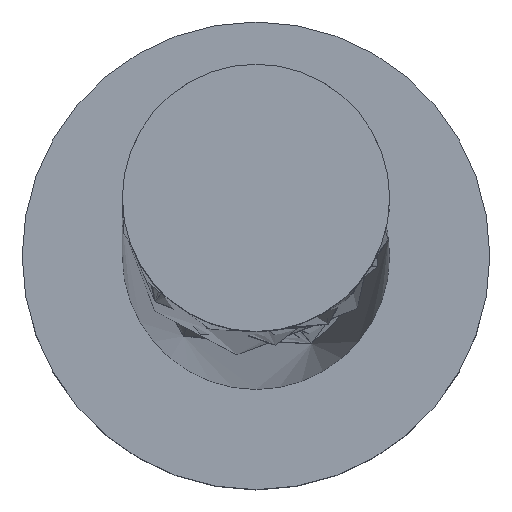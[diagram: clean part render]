
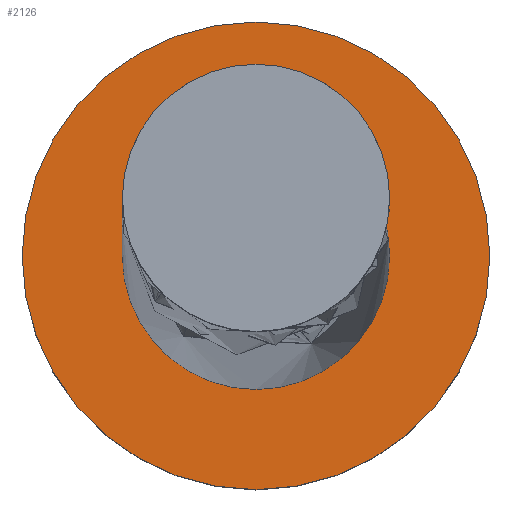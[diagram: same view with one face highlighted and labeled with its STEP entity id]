
A CAD part, top view. The second image highlights one B-rep face of the part: STEP entity #2126.
In plain terms, the highlighted planar face has unit normal (0, 0, 1).
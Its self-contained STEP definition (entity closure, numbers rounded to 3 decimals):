
#73 = DIRECTION ( 'NONE',  ( 0., 0., 1. ) ) ;
#77 = AXIS2_PLACEMENT_3D ( 'NONE', #437, #73, #256 ) ;
#87 = DIRECTION ( 'NONE',  ( 1., 0., 0. ) ) ;
#142 = EDGE_CURVE ( 'NONE', #1747, #1951, #1695, .T. ) ;
#186 = EDGE_CURVE ( 'NONE', #1537, #2000, #1770, .T. ) ;
#195 = AXIS2_PLACEMENT_3D ( 'NONE', #2288, #1216, #330 ) ;
#218 = CARTESIAN_POINT ( 'NONE',  ( 0., 0., 5. ) ) ;
#249 = PLANE ( 'NONE',  #2332 ) ;
#256 = DIRECTION ( 'NONE',  ( 1., 0., 0. ) ) ;
#272 = AXIS2_PLACEMENT_3D ( 'NONE', #2205, #2217, #1140 ) ;
#330 = DIRECTION ( 'NONE',  ( 1., 0., 0. ) ) ;
#437 = CARTESIAN_POINT ( 'NONE',  ( 0., 0., 5. ) ) ;
#456 = AXIS2_PLACEMENT_3D ( 'NONE', #623, #981, #87 ) ;
#531 = EDGE_CURVE ( 'NONE', #1951, #1747, #2329, .T. ) ;
#623 = CARTESIAN_POINT ( 'NONE',  ( 0., 0., 5. ) ) ;
#841 = ORIENTED_EDGE ( 'NONE', *, *, #186, .F. ) ;
#846 = CARTESIAN_POINT ( 'NONE',  ( 7., 0., 5. ) ) ;
#981 = DIRECTION ( 'NONE',  ( 0., 0., 1. ) ) ;
#1080 = ORIENTED_EDGE ( 'NONE', *, *, #531, .T. ) ;
#1117 = DIRECTION ( 'NONE',  ( 0., 0., 1. ) ) ;
#1137 = CIRCLE ( 'NONE', #272, 4. ) ;
#1140 = DIRECTION ( 'NONE',  ( 1., 0., 0. ) ) ;
#1216 = DIRECTION ( 'NONE',  ( 0., 0., 1. ) ) ;
#1325 = DIRECTION ( 'NONE',  ( 1., 0., 0. ) ) ;
#1353 = CARTESIAN_POINT ( 'NONE',  ( -7., 0., 5. ) ) ;
#1537 = VERTEX_POINT ( 'NONE', #1970 ) ;
#1633 = EDGE_LOOP ( 'NONE', ( #2115, #1080 ) ) ;
#1695 = CIRCLE ( 'NONE', #456, 7. ) ;
#1747 = VERTEX_POINT ( 'NONE', #1353 ) ;
#1770 = CIRCLE ( 'NONE', #77, 4. ) ;
#1791 = ORIENTED_EDGE ( 'NONE', *, *, #2160, .F. ) ;
#1824 = FACE_BOUND ( 'NONE', #1986, .T. ) ;
#1951 = VERTEX_POINT ( 'NONE', #846 ) ;
#1970 = CARTESIAN_POINT ( 'NONE',  ( -4., 0., 5. ) ) ;
#1979 = CARTESIAN_POINT ( 'NONE',  ( 4., 0., 5. ) ) ;
#1986 = EDGE_LOOP ( 'NONE', ( #841, #1791 ) ) ;
#2000 = VERTEX_POINT ( 'NONE', #1979 ) ;
#2115 = ORIENTED_EDGE ( 'NONE', *, *, #142, .T. ) ;
#2126 = ADVANCED_FACE ( 'NONE', ( #1824, #2194 ), #249, .T. ) ;
#2160 = EDGE_CURVE ( 'NONE', #2000, #1537, #1137, .T. ) ;
#2194 = FACE_OUTER_BOUND ( 'NONE', #1633, .T. ) ;
#2205 = CARTESIAN_POINT ( 'NONE',  ( 0., 0., 5. ) ) ;
#2217 = DIRECTION ( 'NONE',  ( 0., 0., 1. ) ) ;
#2288 = CARTESIAN_POINT ( 'NONE',  ( 0., 0., 5. ) ) ;
#2329 = CIRCLE ( 'NONE', #195, 7. ) ;
#2332 = AXIS2_PLACEMENT_3D ( 'NONE', #218, #1117, #1325 ) ;
